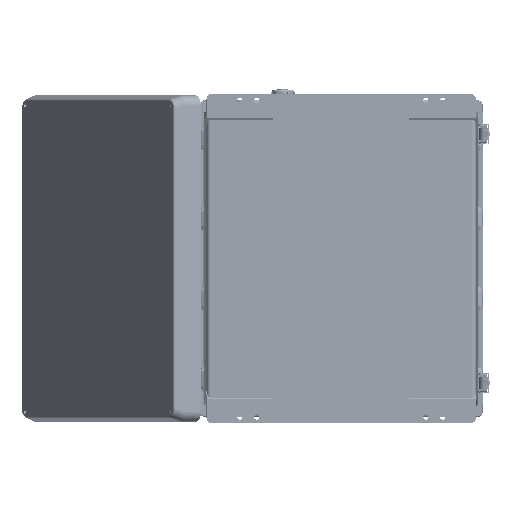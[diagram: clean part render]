
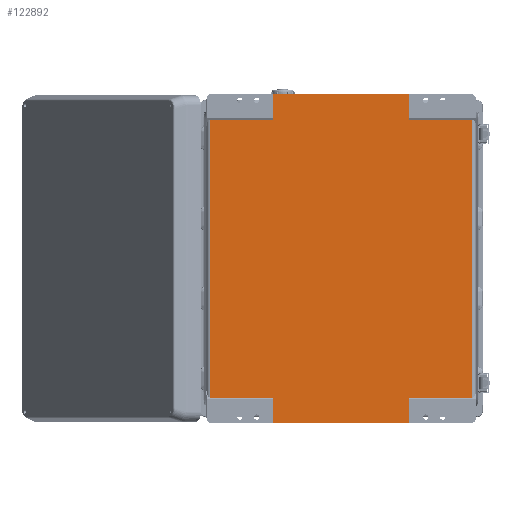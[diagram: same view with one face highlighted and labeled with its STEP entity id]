
A CAD part, front view. The second image highlights one B-rep face of the part: STEP entity #122892.
In plain terms, the highlighted planar face has unit normal (0, -1, 0).
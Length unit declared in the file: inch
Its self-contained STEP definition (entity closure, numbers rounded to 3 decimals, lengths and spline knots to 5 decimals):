
#29 = CARTESIAN_POINT ( 'NONE',  ( -8.11811, 0.05906, -1.51961 ) ) ;
#598 = VERTEX_POINT ( 'NONE', #46204 ) ;
#992 = CARTESIAN_POINT ( 'NONE',  ( -4.03163, 0.05906, -1.51961 ) ) ;
#1483 = DIRECTION ( 'NONE',  ( 0., 0., 1. ) ) ;
#1827 = CARTESIAN_POINT ( 'NONE',  ( 4.03163, 0.05906, -20.34606 ) ) ;
#4007 = CARTESIAN_POINT ( 'NONE',  ( 8.11811, 0.05906, -19.48819 ) ) ;
#5830 = DIRECTION ( 'NONE',  ( 1., 0., 0. ) ) ;
#8072 = VERTEX_POINT ( 'NONE', #141354 ) ;
#9665 = DIRECTION ( 'NONE',  ( 0., 0., 1. ) ) ;
#11269 = EDGE_CURVE ( 'NONE', #8072, #20463, #74245, .T. ) ;
#11742 = ORIENTED_EDGE ( 'NONE', *, *, #52598, .T. ) ;
#13016 = FACE_OUTER_BOUND ( 'NONE', #76398, .T. ) ;
#13612 = VECTOR ( 'NONE', #35190, 39.37008 ) ;
#14839 = VECTOR ( 'NONE', #5830, 39.37008 ) ;
#17275 = VERTEX_POINT ( 'NONE', #117806 ) ;
#18109 = LINE ( 'NONE', #39134, #41793 ) ;
#20463 = VERTEX_POINT ( 'NONE', #134041 ) ;
#21261 = VECTOR ( 'NONE', #9665, 39.37008 ) ;
#24598 = VECTOR ( 'NONE', #48228, 39.37008 ) ;
#27456 = DIRECTION ( 'NONE',  ( 0., 0., 1. ) ) ;
#29752 = ORIENTED_EDGE ( 'NONE', *, *, #41341, .F. ) ;
#30150 = ORIENTED_EDGE ( 'NONE', *, *, #35848, .T. ) ;
#31300 = DIRECTION ( 'NONE',  ( 0., 0., -1. ) ) ;
#31922 = LINE ( 'NONE', #1827, #24598 ) ;
#34028 = ORIENTED_EDGE ( 'NONE', *, *, #46773, .T. ) ;
#34230 = DIRECTION ( 'NONE',  ( -1., 0., 0. ) ) ;
#34582 = CARTESIAN_POINT ( 'NONE',  ( -4.03163, 0.05906, -17.96858 ) ) ;
#35190 = DIRECTION ( 'NONE',  ( 1., 0., 0. ) ) ;
#35848 = EDGE_CURVE ( 'NONE', #598, #92830, #51183, .T. ) ;
#38810 = CARTESIAN_POINT ( 'NONE',  ( -4.03163, 0.05906, 0. ) ) ;
#39134 = CARTESIAN_POINT ( 'NONE',  ( -7.73754, 0.05906, -1.51961 ) ) ;
#41261 = ORIENTED_EDGE ( 'NONE', *, *, #11269, .F. ) ;
#41341 = EDGE_CURVE ( 'NONE', #143250, #82762, #83524, .T. ) ;
#41471 = LINE ( 'NONE', #147534, #96516 ) ;
#41793 = VECTOR ( 'NONE', #1483, 39.37008 ) ;
#43055 = VECTOR ( 'NONE', #109277, 39.37008 ) ;
#44582 = LINE ( 'NONE', #29, #13612 ) ;
#46204 = CARTESIAN_POINT ( 'NONE',  ( 4.03163, 0.05906, -1.51961 ) ) ;
#46227 = PLANE ( 'NONE',  #64899 ) ;
#46773 = EDGE_CURVE ( 'NONE', #139967, #17275, #98431, .T. ) ;
#47537 = VECTOR ( 'NONE', #27456, 39.37008 ) ;
#48228 = DIRECTION ( 'NONE',  ( 0., 0., -1. ) ) ;
#48487 = LINE ( 'NONE', #108629, #75973 ) ;
#51183 = LINE ( 'NONE', #85824, #47537 ) ;
#52598 = EDGE_CURVE ( 'NONE', #100601, #20463, #105938, .T. ) ;
#53190 = LINE ( 'NONE', #122327, #14839 ) ;
#54447 = DIRECTION ( 'NONE',  ( -1., 0., 0. ) ) ;
#54849 = DIRECTION ( 'NONE',  ( 0., 0., 1. ) ) ;
#57987 = DIRECTION ( 'NONE',  ( 0., 0., 1. ) ) ;
#58275 = ORIENTED_EDGE ( 'NONE', *, *, #78653, .F. ) ;
#64358 = ORIENTED_EDGE ( 'NONE', *, *, #150594, .F. ) ;
#64576 = CARTESIAN_POINT ( 'NONE',  ( 7.73754, 0.05906, -17.96858 ) ) ;
#64899 = AXIS2_PLACEMENT_3D ( 'NONE', #81094, #128114, #57987 ) ;
#67235 = VECTOR ( 'NONE', #54849, 39.37008 ) ;
#73954 = CARTESIAN_POINT ( 'NONE',  ( -7.73754, 0.05906, -1.51961 ) ) ;
#74245 = LINE ( 'NONE', #4007, #43055 ) ;
#74258 = ORIENTED_EDGE ( 'NONE', *, *, #108934, .F. ) ;
#74467 = VERTEX_POINT ( 'NONE', #123138 ) ;
#75973 = VECTOR ( 'NONE', #120338, 39.37008 ) ;
#76398 = EDGE_LOOP ( 'NONE', ( #64358, #80423, #11742, #41261, #58275, #121323, #34028, #77300, #30150, #144743, #29752, #74258 ) ) ;
#77300 = ORIENTED_EDGE ( 'NONE', *, *, #136872, .T. ) ;
#78432 = VECTOR ( 'NONE', #31300, 39.37008 ) ;
#78653 = EDGE_CURVE ( 'NONE', #74467, #8072, #31922, .T. ) ;
#80167 = CARTESIAN_POINT ( 'NONE',  ( -4.03163, 0.05906, 0.85787 ) ) ;
#80423 = ORIENTED_EDGE ( 'NONE', *, *, #101347, .T. ) ;
#81094 = CARTESIAN_POINT ( 'NONE',  ( 8.11811, 0.05906, -1.51961 ) ) ;
#82762 = VERTEX_POINT ( 'NONE', #38810 ) ;
#83524 = LINE ( 'NONE', #80167, #21261 ) ;
#85824 = CARTESIAN_POINT ( 'NONE',  ( 4.03163, 0.05906, 0.85787 ) ) ;
#89666 = CARTESIAN_POINT ( 'NONE',  ( -4.03163, 0.05906, -20.34606 ) ) ;
#90192 = VERTEX_POINT ( 'NONE', #130345 ) ;
#92155 = EDGE_CURVE ( 'NONE', #139967, #74467, #48487, .T. ) ;
#92830 = VERTEX_POINT ( 'NONE', #104271 ) ;
#94317 = VERTEX_POINT ( 'NONE', #73954 ) ;
#96516 = VECTOR ( 'NONE', #54447, 39.37008 ) ;
#98431 = LINE ( 'NONE', #136709, #67235 ) ;
#100601 = VERTEX_POINT ( 'NONE', #34582 ) ;
#101347 = EDGE_CURVE ( 'NONE', #90192, #100601, #53190, .T. ) ;
#104271 = CARTESIAN_POINT ( 'NONE',  ( 4.03163, 0.05906, 0. ) ) ;
#104338 = CARTESIAN_POINT ( 'NONE',  ( 8.11811, 0.05906, 0. ) ) ;
#105938 = LINE ( 'NONE', #89666, #78432 ) ;
#108629 = CARTESIAN_POINT ( 'NONE',  ( 8.11811, 0.05906, -17.96858 ) ) ;
#108934 = EDGE_CURVE ( 'NONE', #94317, #143250, #44582, .T. ) ;
#109277 = DIRECTION ( 'NONE',  ( -1., 0., 0. ) ) ;
#117806 = CARTESIAN_POINT ( 'NONE',  ( 7.73754, 0.05906, -1.51961 ) ) ;
#120338 = DIRECTION ( 'NONE',  ( -1., 0., 0. ) ) ;
#121323 = ORIENTED_EDGE ( 'NONE', *, *, #92155, .F. ) ;
#122327 = CARTESIAN_POINT ( 'NONE',  ( -8.11811, 0.05906, -17.96858 ) ) ;
#122892 = ADVANCED_FACE ( 'NONE', ( #13016 ), #46227, .F. ) ;
#123138 = CARTESIAN_POINT ( 'NONE',  ( 4.03163, 0.05906, -17.96858 ) ) ;
#124294 = LINE ( 'NONE', #104338, #127969 ) ;
#127969 = VECTOR ( 'NONE', #34230, 39.37008 ) ;
#128114 = DIRECTION ( 'NONE',  ( 0., 1., 0. ) ) ;
#130345 = CARTESIAN_POINT ( 'NONE',  ( -7.73754, 0.05906, -17.96858 ) ) ;
#134041 = CARTESIAN_POINT ( 'NONE',  ( -4.03163, 0.05906, -19.48819 ) ) ;
#136709 = CARTESIAN_POINT ( 'NONE',  ( 7.73754, 0.05906, -1.51961 ) ) ;
#136872 = EDGE_CURVE ( 'NONE', #17275, #598, #41471, .T. ) ;
#139967 = VERTEX_POINT ( 'NONE', #64576 ) ;
#141354 = CARTESIAN_POINT ( 'NONE',  ( 4.03163, 0.05906, -19.48819 ) ) ;
#143250 = VERTEX_POINT ( 'NONE', #992 ) ;
#144743 = ORIENTED_EDGE ( 'NONE', *, *, #145954, .T. ) ;
#145954 = EDGE_CURVE ( 'NONE', #92830, #82762, #124294, .T. ) ;
#147534 = CARTESIAN_POINT ( 'NONE',  ( 8.11811, 0.05906, -1.51961 ) ) ;
#150594 = EDGE_CURVE ( 'NONE', #90192, #94317, #18109, .T. ) ;
